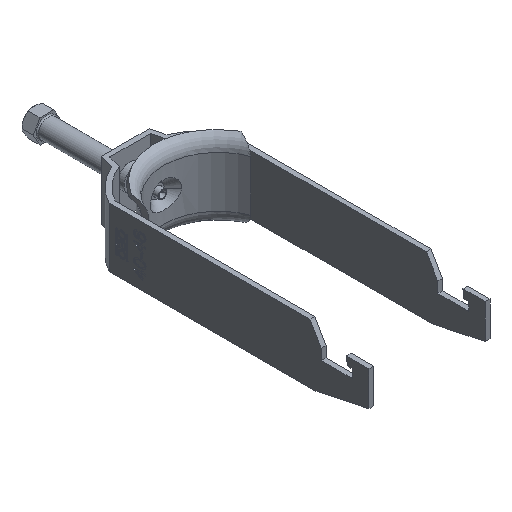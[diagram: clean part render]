
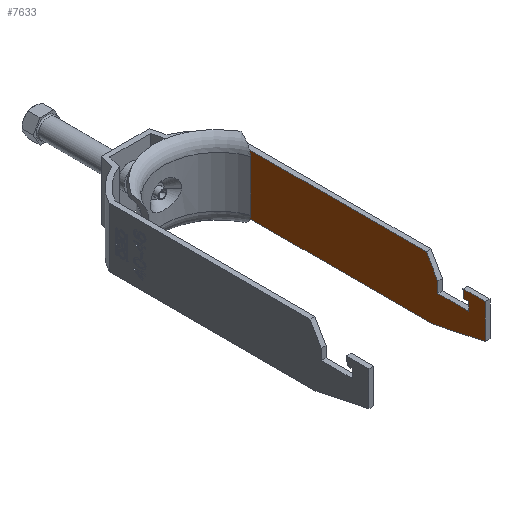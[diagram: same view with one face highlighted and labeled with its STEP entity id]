
A CAD part, isometric view. The second image highlights one B-rep face of the part: STEP entity #7633.
In plain terms, the highlighted planar face has unit normal (-1, 0, 0).
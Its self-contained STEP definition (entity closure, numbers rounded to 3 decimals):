
#146 = VECTOR ( 'NONE', #6197, 1000. ) ;
#223 = AXIS2_PLACEMENT_3D ( 'NONE', #5377, #8074, #8982 ) ;
#310 = VERTEX_POINT ( 'NONE', #2918 ) ;
#748 = LINE ( 'NONE', #10770, #146 ) ;
#868 = CARTESIAN_POINT ( 'NONE',  ( 23.5, -130.003, -33.86 ) ) ;
#904 = EDGE_CURVE ( 'NONE', #1535, #9543, #11723, .T. ) ;
#947 = CARTESIAN_POINT ( 'NONE',  ( 23.5, -19.205, -12.5 ) ) ;
#981 = CARTESIAN_POINT ( 'NONE',  ( 23.5, -121., -0.25 ) ) ;
#1001 = CARTESIAN_POINT ( 'NONE',  ( 23.5, -19.205, -12.5 ) ) ;
#1074 = ORIENTED_EDGE ( 'NONE', *, *, #7737, .T. ) ;
#1390 = VERTEX_POINT ( 'NONE', #7852 ) ;
#1530 = CARTESIAN_POINT ( 'NONE',  ( 23.5, -105.761, -12.5 ) ) ;
#1535 = VERTEX_POINT ( 'NONE', #10505 ) ;
#1644 = ORIENTED_EDGE ( 'NONE', *, *, #4265, .T. ) ;
#1690 = DIRECTION ( 'NONE',  ( 0., -0.978, 0.208 ) ) ;
#1875 = DIRECTION ( 'NONE',  ( 0., 0., 1. ) ) ;
#1885 = LINE ( 'NONE', #7518, #9724 ) ;
#1955 = ORIENTED_EDGE ( 'NONE', *, *, #5199, .T. ) ;
#2327 = VECTOR ( 'NONE', #10978, 1000. ) ;
#2443 = VECTOR ( 'NONE', #3739, 1000. ) ;
#2565 = DIRECTION ( 'NONE',  ( 0., 0., 1. ) ) ;
#2615 = LINE ( 'NONE', #7177, #9165 ) ;
#2618 = VECTOR ( 'NONE', #7228, 1000. ) ;
#2689 = CARTESIAN_POINT ( 'NONE',  ( 23.5, -167., 6.75 ) ) ;
#2705 = CARTESIAN_POINT ( 'NONE',  ( 23.5, -164.353, -0.046 ) ) ;
#2706 = EDGE_CURVE ( 'NONE', #310, #1390, #748, .T. ) ;
#2902 = EDGE_CURVE ( 'NONE', #4737, #310, #2615, .T. ) ;
#2918 = CARTESIAN_POINT ( 'NONE',  ( 23.5, -118.906, 3.25 ) ) ;
#3113 = VECTOR ( 'NONE', #6674, 1000. ) ;
#3132 = VERTEX_POINT ( 'NONE', #947 ) ;
#3290 = EDGE_LOOP ( 'NONE', ( #9869, #1955, #1074, #8024, #9837, #4332, #3837, #1644, #4532, #6637, #9029, #6551 ) ) ;
#3739 = DIRECTION ( 'NONE',  ( 0., 0., 1. ) ) ;
#3756 = VECTOR ( 'NONE', #1690, 1000. ) ;
#3837 = ORIENTED_EDGE ( 'NONE', *, *, #11162, .T. ) ;
#4265 = EDGE_CURVE ( 'NONE', #11107, #11558, #1885, .T. ) ;
#4332 = ORIENTED_EDGE ( 'NONE', *, *, #2706, .T. ) ;
#4346 = FACE_OUTER_BOUND ( 'NONE', #3290, .T. ) ;
#4464 = PLANE ( 'NONE',  #223 ) ;
#4532 = ORIENTED_EDGE ( 'NONE', *, *, #10815, .T. ) ;
#4650 = CARTESIAN_POINT ( 'NONE',  ( 23.5, -167., 12.5 ) ) ;
#4737 = VERTEX_POINT ( 'NONE', #7174 ) ;
#4761 = LINE ( 'NONE', #2689, #2327 ) ;
#4817 = EDGE_CURVE ( 'NONE', #3132, #8977, #7473, .T. ) ;
#5134 = DIRECTION ( 'NONE',  ( 0., 1., 0. ) ) ;
#5199 = EDGE_CURVE ( 'NONE', #5767, #9150, #9961, .T. ) ;
#5258 = CARTESIAN_POINT ( 'NONE',  ( 23.5, -19.205, 12.5 ) ) ;
#5377 = CARTESIAN_POINT ( 'NONE',  ( 23.5, -167., -12.5 ) ) ;
#5767 = VERTEX_POINT ( 'NONE', #1530 ) ;
#6197 = DIRECTION ( 'NONE',  ( 0., -1., 0. ) ) ;
#6272 = DIRECTION ( 'NONE',  ( 0., -0.087, -0.996 ) ) ;
#6498 = LINE ( 'NONE', #10153, #8663 ) ;
#6524 = VECTOR ( 'NONE', #9046, 1000. ) ;
#6551 = ORIENTED_EDGE ( 'NONE', *, *, #4817, .F. ) ;
#6599 = EDGE_CURVE ( 'NONE', #5767, #3132, #8685, .T. ) ;
#6637 = ORIENTED_EDGE ( 'NONE', *, *, #904, .T. ) ;
#6672 = EDGE_CURVE ( 'NONE', #9543, #8977, #11742, .T. ) ;
#6674 = DIRECTION ( 'NONE',  ( 0., 0., -1. ) ) ;
#7174 = CARTESIAN_POINT ( 'NONE',  ( 23.5, -118.6, 6.75 ) ) ;
#7177 = CARTESIAN_POINT ( 'NONE',  ( 23.5, -120.639, -16.556 ) ) ;
#7228 = DIRECTION ( 'NONE',  ( 0., 0.5, 0.866 ) ) ;
#7391 = CARTESIAN_POINT ( 'NONE',  ( 23.5, -121., -12.5 ) ) ;
#7473 = LINE ( 'NONE', #1001, #2443 ) ;
#7518 = CARTESIAN_POINT ( 'NONE',  ( 23.5, -167., -0.25 ) ) ;
#7564 = CARTESIAN_POINT ( 'NONE',  ( 23.5, -128., -7.773 ) ) ;
#7633 = ADVANCED_FACE ( 'NONE', ( #4346 ), #4464, .T. ) ;
#7667 = CARTESIAN_POINT ( 'NONE',  ( 23.5, -103.237, 12.5 ) ) ;
#7737 = EDGE_CURVE ( 'NONE', #9150, #10994, #9707, .T. ) ;
#7803 = EDGE_CURVE ( 'NONE', #10994, #4737, #4761, .T. ) ;
#7852 = CARTESIAN_POINT ( 'NONE',  ( 23.5, -121., 3.25 ) ) ;
#8024 = ORIENTED_EDGE ( 'NONE', *, *, #7803, .T. ) ;
#8074 = DIRECTION ( 'NONE',  ( -1., 0., 0. ) ) ;
#8169 = DIRECTION ( 'NONE',  ( 0., 1., 0. ) ) ;
#8663 = VECTOR ( 'NONE', #1875, 1000. ) ;
#8685 = LINE ( 'NONE', #9595, #10739 ) ;
#8977 = VERTEX_POINT ( 'NONE', #5258 ) ;
#8982 = DIRECTION ( 'NONE',  ( 0., 1., 0. ) ) ;
#9029 = ORIENTED_EDGE ( 'NONE', *, *, #6672, .T. ) ;
#9046 = DIRECTION ( 'NONE',  ( 0., 1., 0. ) ) ;
#9150 = VERTEX_POINT ( 'NONE', #7564 ) ;
#9165 = VECTOR ( 'NONE', #6272, 1000. ) ;
#9491 = CARTESIAN_POINT ( 'NONE',  ( 23.5, -128., 6.75 ) ) ;
#9543 = VERTEX_POINT ( 'NONE', #7667 ) ;
#9595 = CARTESIAN_POINT ( 'NONE',  ( 23.5, -167., -12.5 ) ) ;
#9707 = LINE ( 'NONE', #10795, #10782 ) ;
#9724 = VECTOR ( 'NONE', #8169, 1000. ) ;
#9837 = ORIENTED_EDGE ( 'NONE', *, *, #2902, .T. ) ;
#9869 = ORIENTED_EDGE ( 'NONE', *, *, #6599, .F. ) ;
#9961 = LINE ( 'NONE', #2705, #3756 ) ;
#10153 = CARTESIAN_POINT ( 'NONE',  ( 23.5, -108., -12.5 ) ) ;
#10505 = CARTESIAN_POINT ( 'NONE',  ( 23.5, -108., 4.25 ) ) ;
#10594 = CARTESIAN_POINT ( 'NONE',  ( 23.5, -108., -0.25 ) ) ;
#10739 = VECTOR ( 'NONE', #5134, 1000. ) ;
#10770 = CARTESIAN_POINT ( 'NONE',  ( 23.5, -167., 3.25 ) ) ;
#10782 = VECTOR ( 'NONE', #2565, 1000. ) ;
#10795 = CARTESIAN_POINT ( 'NONE',  ( 23.5, -128., -12.5 ) ) ;
#10815 = EDGE_CURVE ( 'NONE', #11558, #1535, #6498, .T. ) ;
#10978 = DIRECTION ( 'NONE',  ( 0., 1., 0. ) ) ;
#10994 = VERTEX_POINT ( 'NONE', #9491 ) ;
#11107 = VERTEX_POINT ( 'NONE', #981 ) ;
#11162 = EDGE_CURVE ( 'NONE', #1390, #11107, #11224, .T. ) ;
#11224 = LINE ( 'NONE', #7391, #3113 ) ;
#11558 = VERTEX_POINT ( 'NONE', #10594 ) ;
#11723 = LINE ( 'NONE', #868, #2618 ) ;
#11742 = LINE ( 'NONE', #4650, #6524 ) ;
